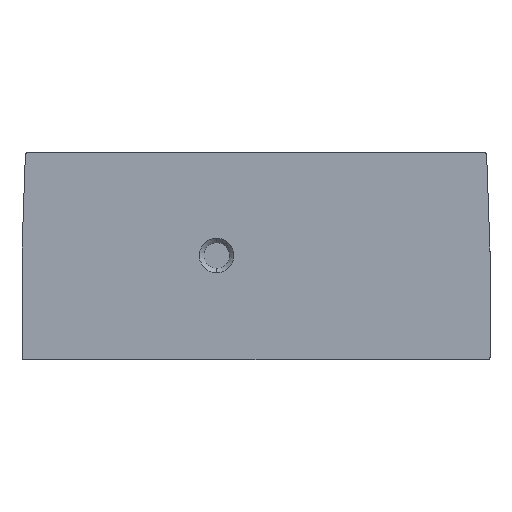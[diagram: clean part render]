
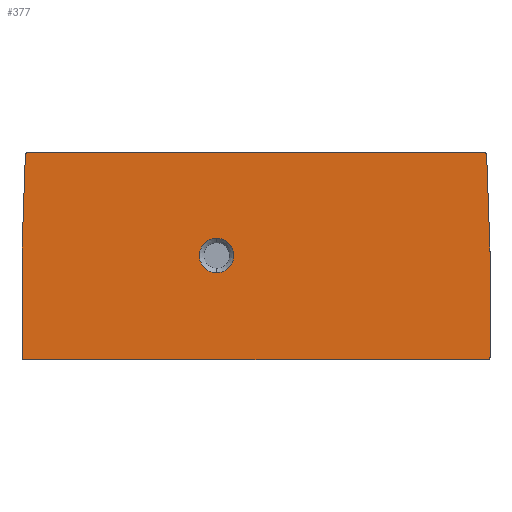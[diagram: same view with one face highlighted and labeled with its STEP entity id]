
A CAD part, top view. The second image highlights one B-rep face of the part: STEP entity #377.
In plain terms, the highlighted planar face has unit normal (0, 0, 1).
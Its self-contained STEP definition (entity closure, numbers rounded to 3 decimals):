
#72=CARTESIAN_POINT('',(-22.2,0.8,1.5));
#73=DIRECTION('',(0.,0.,1.));
#74=DIRECTION('',(-1.,0.,0.));
#75=AXIS2_PLACEMENT_3D('',#72,#73,#74);
#77=DIRECTION('',(0.,1.,0.));
#78=VECTOR('',#77,12.265);
#79=CARTESIAN_POINT('',(-22.5,0.8,1.5));
#80=LINE('',#79,#78);
#81=CARTESIAN_POINT('',(-22.2,13.065,1.5));
#82=DIRECTION('',(0.,0.,-1.));
#83=DIRECTION('',(-1.,0.,0.));
#84=AXIS2_PLACEMENT_3D('',#81,#82,#83);
#86=DIRECTION('',(0.035,0.999,0.));
#87=VECTOR('',#86,11.142);
#88=CARTESIAN_POINT('',(-22.5,13.075,1.5));
#89=LINE('',#88,#87);
#90=CARTESIAN_POINT('',(-21.811,24.2,1.5));
#91=DIRECTION('',(0.,0.,1.));
#92=DIRECTION('',(0.,1.,0.));
#93=AXIS2_PLACEMENT_3D('',#90,#91,#92);
#95=DIRECTION('',(-1.,0.,0.));
#96=VECTOR('',#95,52.722);
#97=CARTESIAN_POINT('',(30.911,24.5,1.5));
#98=LINE('',#97,#96);
#99=CARTESIAN_POINT('',(30.911,24.2,1.5));
#100=DIRECTION('',(0.,0.,1.));
#101=DIRECTION('',(0.999,0.035,0.));
#102=AXIS2_PLACEMENT_3D('',#99,#100,#101);
#104=DIRECTION('',(-0.035,0.999,0.));
#105=VECTOR('',#104,11.142);
#106=CARTESIAN_POINT('',(31.6,13.075,1.5));
#107=LINE('',#106,#105);
#108=CARTESIAN_POINT('',(31.3,13.065,1.5));
#109=DIRECTION('',(0.,0.,-1.));
#110=DIRECTION('',(0.999,0.035,0.));
#111=AXIS2_PLACEMENT_3D('',#108,#109,#110);
#113=DIRECTION('',(0.,1.,0.));
#114=VECTOR('',#113,12.265);
#115=CARTESIAN_POINT('',(31.6,0.8,1.5));
#116=LINE('',#115,#114);
#117=CARTESIAN_POINT('',(31.3,0.8,1.5));
#118=DIRECTION('',(0.,0.,1.));
#119=DIRECTION('',(0.,-1.,0.));
#120=AXIS2_PLACEMENT_3D('',#117,#118,#119);
#122=DIRECTION('',(1.,0.,0.));
#123=VECTOR('',#122,53.5);
#124=CARTESIAN_POINT('',(-22.2,0.5,1.5));
#125=LINE('',#124,#123);
#126=CARTESIAN_POINT('',(0.,12.55,1.5));
#127=DIRECTION('',(0.,0.,1.));
#128=DIRECTION('',(0.,1.,0.));
#129=AXIS2_PLACEMENT_3D('',#126,#127,#128);
#131=CARTESIAN_POINT('',(0.,12.55,1.5));
#132=DIRECTION('',(0.,0.,1.));
#133=DIRECTION('',(0.,-1.,0.));
#134=AXIS2_PLACEMENT_3D('',#131,#132,#133);
#186=CARTESIAN_POINT('',(31.6,13.075,1.5));
#188=VERTEX_POINT('',#186);
#192=CARTESIAN_POINT('',(31.6,13.065,1.5));
#193=VERTEX_POINT('',#192);
#198=CARTESIAN_POINT('',(31.211,24.21,1.5));
#199=VERTEX_POINT('',#198);
#200=CARTESIAN_POINT('',(30.911,24.5,1.5));
#201=VERTEX_POINT('',#200);
#206=CARTESIAN_POINT('',(31.3,0.5,1.5));
#207=VERTEX_POINT('',#206);
#208=CARTESIAN_POINT('',(31.6,0.8,1.5));
#209=VERTEX_POINT('',#208);
#214=CARTESIAN_POINT('',(-22.5,0.8,1.5));
#215=VERTEX_POINT('',#214);
#216=CARTESIAN_POINT('',(-22.2,0.5,1.5));
#217=VERTEX_POINT('',#216);
#218=CARTESIAN_POINT('',(-22.5,13.065,1.5));
#220=VERTEX_POINT('',#218);
#224=CARTESIAN_POINT('',(-22.5,13.075,1.5));
#225=VERTEX_POINT('',#224);
#226=CARTESIAN_POINT('',(-21.811,24.5,1.5));
#227=CARTESIAN_POINT('',(-22.111,24.21,1.5));
#228=VERTEX_POINT('',#226);
#229=VERTEX_POINT('',#227);
#238=CARTESIAN_POINT('',(0.,14.55,1.5));
#239=CARTESIAN_POINT('',(0.,10.55,1.5));
#240=VERTEX_POINT('',#238);
#241=VERTEX_POINT('',#239);
#345=CARTESIAN_POINT('',(0.,0.,1.5));
#346=DIRECTION('',(0.,0.,1.));
#347=DIRECTION('',(1.,0.,0.));
#348=AXIS2_PLACEMENT_3D('',#345,#346,#347);
#349=PLANE('',#348);
#350=ORIENTED_EDGE('',*,*,#282,.F.);
#351=ORIENTED_EDGE('',*,*,#298,.T.);
#352=ORIENTED_EDGE('',*,*,#312,.T.);
#353=ORIENTED_EDGE('',*,*,#326,.T.);
#354=ORIENTED_EDGE('',*,*,#336,.F.);
#356=ORIENTED_EDGE('',*,*,#355,.F.);
#358=ORIENTED_EDGE('',*,*,#357,.F.);
#360=ORIENTED_EDGE('',*,*,#359,.F.);
#362=ORIENTED_EDGE('',*,*,#361,.T.);
#364=ORIENTED_EDGE('',*,*,#363,.F.);
#366=ORIENTED_EDGE('',*,*,#365,.F.);
#368=ORIENTED_EDGE('',*,*,#367,.F.);
#369=EDGE_LOOP('',(#350,#351,#352,#353,#354,#356,#358,#360,#362,#364,#366,
#368));
#370=FACE_OUTER_BOUND('',#369,.F.);
#372=ORIENTED_EDGE('',*,*,#371,.T.);
#374=ORIENTED_EDGE('',*,*,#373,.T.);
#375=EDGE_LOOP('',(#372,#374));
#376=FACE_BOUND('',#375,.F.);
#377=ADVANCED_FACE('',(#370,#376),#349,.T.);
#76=CIRCLE('',#75,0.3);
#85=CIRCLE('',#84,0.3);
#94=CIRCLE('',#93,0.3);
#103=CIRCLE('',#102,0.3);
#112=CIRCLE('',#111,0.3);
#121=CIRCLE('',#120,0.3);
#130=CIRCLE('',#129,2.);
#135=CIRCLE('',#134,2.);
#282=EDGE_CURVE('',#215,#217,#76,.T.);
#298=EDGE_CURVE('',#215,#220,#80,.T.);
#312=EDGE_CURVE('',#220,#225,#85,.T.);
#326=EDGE_CURVE('',#225,#229,#89,.T.);
#336=EDGE_CURVE('',#228,#229,#94,.T.);
#355=EDGE_CURVE('',#201,#228,#98,.T.);
#357=EDGE_CURVE('',#199,#201,#103,.T.);
#359=EDGE_CURVE('',#188,#199,#107,.T.);
#361=EDGE_CURVE('',#188,#193,#112,.T.);
#363=EDGE_CURVE('',#209,#193,#116,.T.);
#365=EDGE_CURVE('',#207,#209,#121,.T.);
#367=EDGE_CURVE('',#217,#207,#125,.T.);
#371=EDGE_CURVE('',#240,#241,#130,.T.);
#373=EDGE_CURVE('',#241,#240,#135,.T.);
